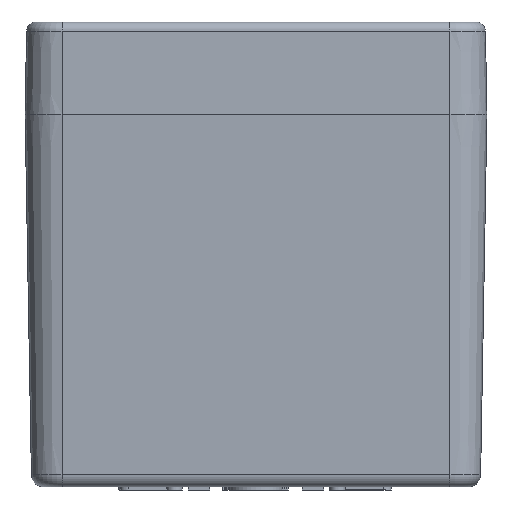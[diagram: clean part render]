
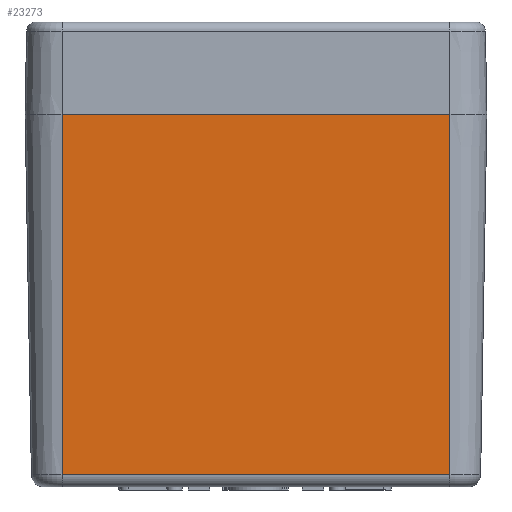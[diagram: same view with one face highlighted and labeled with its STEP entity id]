
A CAD part, left-side view. The second image highlights one B-rep face of the part: STEP entity #23273.
In plain terms, the highlighted planar face has unit normal (-1, 0, -0.018).
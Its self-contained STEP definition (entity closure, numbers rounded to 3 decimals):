
#5684=CARTESIAN_POINT('',(-55.,31.5,0.0));
#5685=VERTEX_POINT('',#5684);
#5686=CARTESIAN_POINT('',(-55.,-31.5,0.0));
#5687=VERTEX_POINT('',#5686);
#5688=CARTESIAN_POINT('',(-55.,31.5,0.0));
#5689=DIRECTION('',(0.0,-1.0,0.0));
#5690=VECTOR('',#5689,63.);
#5691=LINE('',#5688,#5690);
#5692=EDGE_CURVE('',#5685,#5687,#5691,.T.);
#23069=CARTESIAN_POINT('',(-53.978,-31.5,-58.535));
#23070=VERTEX_POINT('',#23069);
#23121=CARTESIAN_POINT('',(-53.978,31.5,-58.535));
#23122=VERTEX_POINT('',#23121);
#23132=CARTESIAN_POINT('',(-53.978,-31.5,-58.535));
#23133=DIRECTION('',(0.0,1.0,0.0));
#23134=VECTOR('',#23133,63.);
#23135=LINE('',#23132,#23134);
#23136=EDGE_CURVE('',#23070,#23122,#23135,.T.);
#23241=CARTESIAN_POINT('',(-55.,31.5,0.0));
#23242=DIRECTION('',(0.017,0.0,-1.));
#23243=VECTOR('',#23242,58.544);
#23244=LINE('',#23241,#23243);
#23245=EDGE_CURVE('',#5685,#23122,#23244,.T.);
#23257=CARTESIAN_POINT('',(-55.,31.5,0.0));
#23258=DIRECTION('',(-1.,0.0,-0.017));
#23259=DIRECTION('',(0.0,1.0,0.0));
#23260=AXIS2_PLACEMENT_3D('',#23257,#23258,#23259);
#23261=PLANE('',#23260);
#23262=ORIENTED_EDGE('',*,*,#23136,.F.);
#23263=CARTESIAN_POINT('',(-55.,-31.5,0.0));
#23264=DIRECTION('',(0.017,0.0,-1.));
#23265=VECTOR('',#23264,58.544);
#23266=LINE('',#23263,#23265);
#23267=EDGE_CURVE('',#5687,#23070,#23266,.T.);
#23268=ORIENTED_EDGE('',*,*,#23267,.F.);
#23269=ORIENTED_EDGE('',*,*,#5692,.F.);
#23270=ORIENTED_EDGE('',*,*,#23245,.T.);
#23271=EDGE_LOOP('',(#23262,#23268,#23269,#23270));
#23272=FACE_OUTER_BOUND('',#23271,.T.);
#23273=ADVANCED_FACE('',(#23272),#23261,.T.);
